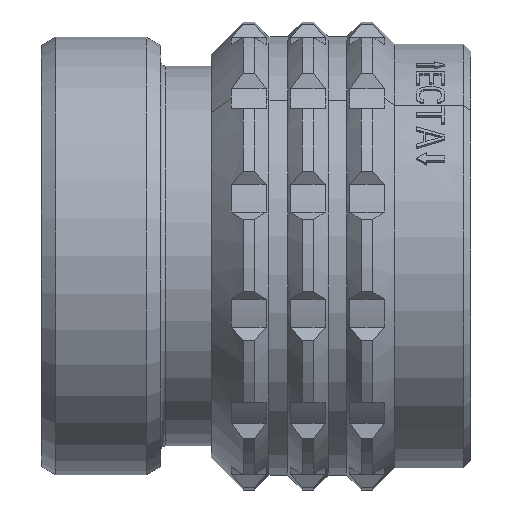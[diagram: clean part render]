
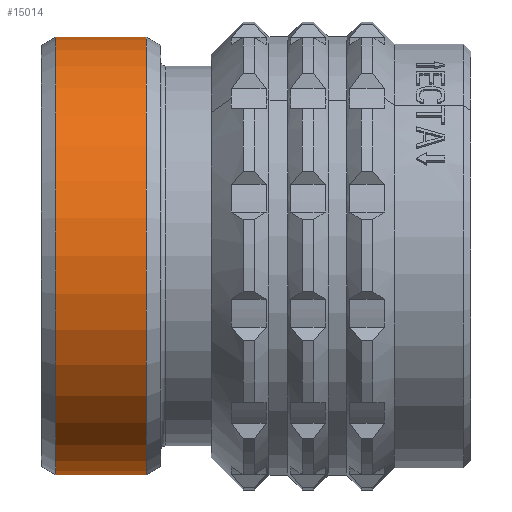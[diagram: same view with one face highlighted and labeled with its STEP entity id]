
A CAD part, top view. The second image highlights one B-rep face of the part: STEP entity #15014.
In plain terms, the highlighted cylindrical face has radius 15.175 mm (diameter 30.35 mm), a partial arc.
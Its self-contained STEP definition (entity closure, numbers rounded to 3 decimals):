
#136=CARTESIAN_POINT('',(1.,0.,0.));
#137=DIRECTION('',(1.,0.,0.));
#138=DIRECTION('',(0.,1.,0.));
#139=AXIS2_PLACEMENT_3D('',#136,#137,#138);
#141=CARTESIAN_POINT('',(7.3,0.,0.));
#142=DIRECTION('',(1.,0.,0.));
#143=DIRECTION('',(0.,1.,0.));
#144=AXIS2_PLACEMENT_3D('',#141,#142,#143);
#146=DIRECTION('',(-1.,0.,0.));
#147=VECTOR('',#146,6.3);
#148=CARTESIAN_POINT('',(7.3,15.175,0.));
#149=LINE('1629',#148,#147);
#150=DIRECTION('',(-1.,0.,0.));
#151=VECTOR('',#150,6.3);
#152=CARTESIAN_POINT('',(7.3,-15.175,0.));
#153=LINE('1635',#152,#151);
#13048=CARTESIAN_POINT('',(7.3,15.175,0.));
#13050=VERTEX_POINT('',#13048);
#13051=CARTESIAN_POINT('',(1.,15.175,0.));
#13052=VERTEX_POINT('',#13051);
#13060=CARTESIAN_POINT('',(7.3,-15.175,0.));
#13062=VERTEX_POINT('',#13060);
#13063=CARTESIAN_POINT('',(1.,-15.175,0.));
#13064=VERTEX_POINT('',#13063);
#15000=CARTESIAN_POINT('',(-1.49,0.,0.));
#15001=DIRECTION('',(1.,0.,0.));
#15002=DIRECTION('',(0.,-1.,0.));
#15003=AXIS2_PLACEMENT_3D('',#15000,#15001,#15002);
#15004=CYLINDRICAL_SURFACE('277',#15003,15.175);
#15006=ORIENTED_EDGE('1629',*,*,#15005,.F.);
#15008=ORIENTED_EDGE('1648',*,*,#15007,.T.);
#15010=ORIENTED_EDGE('1635',*,*,#15009,.T.);
#15011=ORIENTED_EDGE('1649',*,*,#14986,.F.);
#15012=EDGE_LOOP('277',(#15006,#15008,#15010,#15011));
#15013=FACE_OUTER_BOUND('277',#15012,.F.);
#140=CIRCLE('1649',#139,15.175);
#145=CIRCLE('1648',#144,15.175);
#14986=EDGE_CURVE('1649',#13052,#13064,#140,.T.);
#15005=EDGE_CURVE('1629',#13050,#13052,#149,.T.);
#15007=EDGE_CURVE('1648',#13050,#13062,#145,.T.);
#15009=EDGE_CURVE('1635',#13062,#13064,#153,.T.);
#15014=ADVANCED_FACE('277',(#15013),#15004,.T.);
